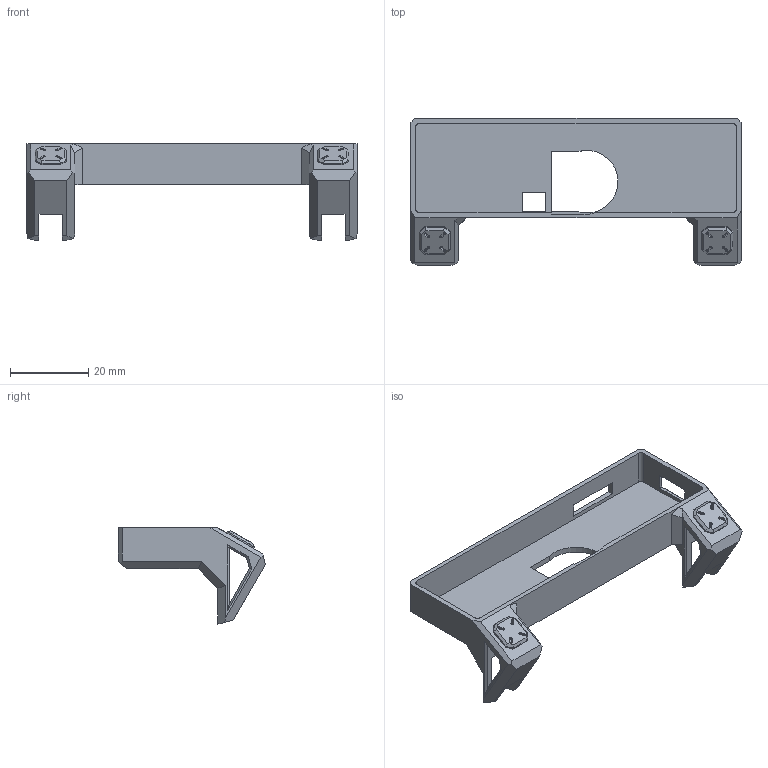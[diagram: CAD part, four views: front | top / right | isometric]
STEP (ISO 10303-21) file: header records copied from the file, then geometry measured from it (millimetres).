
FILE_DESCRIPTION (( 'STEP AP203' ), '1' );
FILE_NAME ('VFD.2底（方）.STEP', '2023-03-09T14:07:17', ( '' ), ( '' ), 'SwSTEP 2.0', 'SolidWorks 2021', '' );
FILE_SCHEMA (( 'CONFIG_CONTROL_DESIGN' ));
Length unit declared in the file: millimetre
Products named in the file (1): VFD.2菁ㄗ源ㄘ
Bounding box: 84.5 x 37.61 x 24.64 mm (x, y, z)
Volume: 7658.1 mm3; surface area: 9849.3 mm2
Topology: 1 solids, 1 shells, 254 faces, 656 edges, 410 vertices
Faces by surface type: plane 176, cylinder 54, torus 24
Entity records: 7721 total; most frequent: CARTESIAN_POINT 1321, DIRECTION 1314, ORIENTED_EDGE 1312, EDGE_CURVE 656, LINE 508, VECTOR 508, VERTEX_POINT 410, AXIS2_PLACEMENT_3D 403
